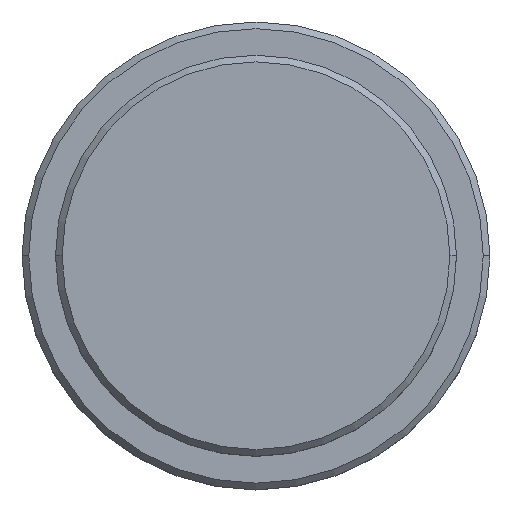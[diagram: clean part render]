
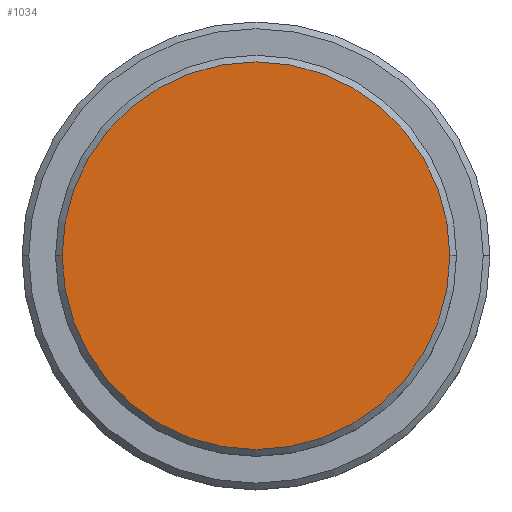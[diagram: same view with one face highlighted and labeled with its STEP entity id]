
A CAD part, top view. The second image highlights one B-rep face of the part: STEP entity #1034.
In plain terms, the highlighted planar face has unit normal (0, 0, 1).
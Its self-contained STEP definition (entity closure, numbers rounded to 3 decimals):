
#91 = DIRECTION ( 'NONE',  ( 0., 0., 1. ) ) ;
#118 = EDGE_LOOP ( 'NONE', ( #442, #903 ) ) ;
#203 = VERTEX_POINT ( 'NONE', #492 ) ;
#289 = DIRECTION ( 'NONE',  ( 1., 0., 0. ) ) ;
#308 = PLANE ( 'NONE',  #1138 ) ;
#391 = CIRCLE ( 'NONE', #1091, 14.5 ) ;
#397 = VERTEX_POINT ( 'NONE', #1165 ) ;
#442 = ORIENTED_EDGE ( 'NONE', *, *, #1380, .T. ) ;
#492 = CARTESIAN_POINT ( 'NONE',  ( 14.5, 0., 0. ) ) ;
#505 = CARTESIAN_POINT ( 'NONE',  ( 0., 0., 0. ) ) ;
#527 = DIRECTION ( 'NONE',  ( 1., 0., 0. ) ) ;
#580 = AXIS2_PLACEMENT_3D ( 'NONE', #591, #721, #289 ) ;
#591 = CARTESIAN_POINT ( 'NONE',  ( 0., 0., 0. ) ) ;
#721 = DIRECTION ( 'NONE',  ( 0., 0., 1. ) ) ;
#726 = EDGE_CURVE ( 'NONE', #203, #397, #391, .T. ) ;
#752 = CARTESIAN_POINT ( 'NONE',  ( 0., 0., 0. ) ) ;
#855 = DIRECTION ( 'NONE',  ( 0., 0., 1. ) ) ;
#903 = ORIENTED_EDGE ( 'NONE', *, *, #726, .T. ) ;
#1034 = ADVANCED_FACE ( 'NONE', ( #1163 ), #308, .T. ) ;
#1091 = AXIS2_PLACEMENT_3D ( 'NONE', #752, #91, #527 ) ;
#1138 = AXIS2_PLACEMENT_3D ( 'NONE', #505, #855, #1175 ) ;
#1163 = FACE_OUTER_BOUND ( 'NONE', #118, .T. ) ;
#1165 = CARTESIAN_POINT ( 'NONE',  ( -14.5, 0., 0. ) ) ;
#1175 = DIRECTION ( 'NONE',  ( 1., 0., 0. ) ) ;
#1190 = CIRCLE ( 'NONE', #580, 14.5 ) ;
#1380 = EDGE_CURVE ( 'NONE', #397, #203, #1190, .T. ) ;
